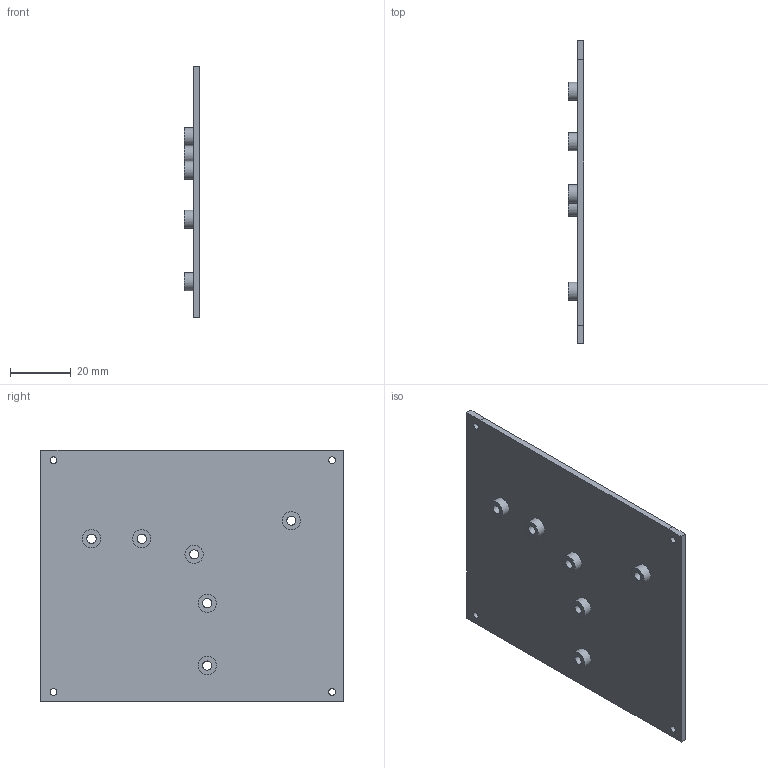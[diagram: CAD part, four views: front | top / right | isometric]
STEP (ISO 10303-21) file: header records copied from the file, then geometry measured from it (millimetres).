
FILE_DESCRIPTION(('STEP AP203'), '1');
FILE_NAME('櫻蠉錪', '', ('UNSPECIFIED'), ('UNSPECIFIED'), 'C3D Converter', 'C3D Toolkit', '');
FILE_SCHEMA(('CONFIG_CONTROL_DESIGN'));
Length unit declared in the file: millimetre
Assembly tree (1 placements, depth 2):
  (unnamed)
    (unnamed)
Bounding box: 5 x 99.75 x 82.83 mm (x, y, z)
Volume: 16776.4 mm3; surface area: 17809.5 mm2
Topology: 1 solids, 1 shells, 30 faces, 66 edges, 44 vertices
Faces by surface type: cylinder 16, plane 14
Full cylindrical faces by diameter (mm): 2.25 x4, 3 x4, 3.1 x2, 6 x6
Entity records: 1137 total; most frequent: DIRECTION 146, CARTESIAN_POINT 126, ORIENTED_EDGE 100, EDGE_LOOP 72, AXIS2_PLACEMENT_3D 64, EDGE_CURVE 50, VERTEX_POINT 44, FACE_BOUND 40
